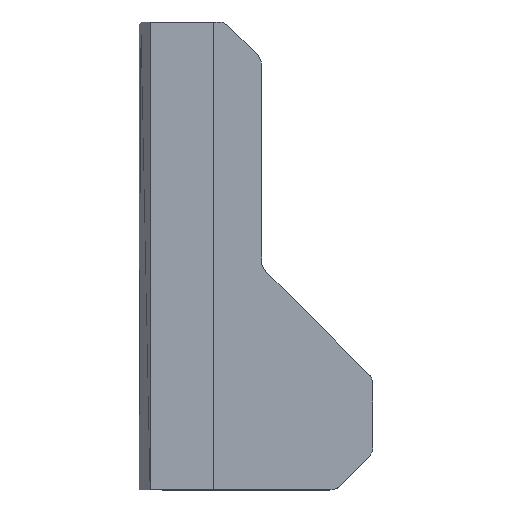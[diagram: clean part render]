
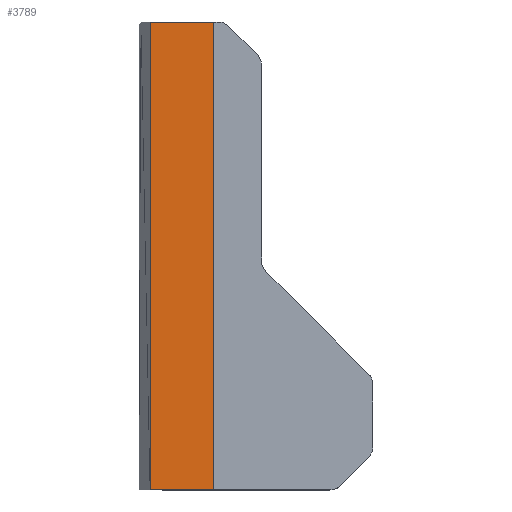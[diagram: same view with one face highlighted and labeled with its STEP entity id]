
A CAD part, top view. The second image highlights one B-rep face of the part: STEP entity #3789.
In plain terms, the highlighted planar face has unit normal (0, 0, 1).
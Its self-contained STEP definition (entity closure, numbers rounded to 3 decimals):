
#147 = VERTEX_POINT('',#148);
#148 = CARTESIAN_POINT('',(155.324,133.803,
    5.));
#169 = VERTEX_POINT('',#170);
#170 = CARTESIAN_POINT('',(155.324,196.803,
    5.));
#177 = EDGE_CURVE('',#147,#169,#178,.T.);
#178 = LINE('',#179,#180);
#179 = CARTESIAN_POINT('',(155.324,133.803,
    5.));
#180 = VECTOR('',#181,1.);
#181 = DIRECTION('',(0.,1.,0.));
#209 = EDGE_CURVE('',#169,#210,#212,.T.);
#210 = VERTEX_POINT('',#211);
#211 = CARTESIAN_POINT('',(163.824,196.803,
    5.));
#212 = LINE('',#213,#214);
#213 = CARTESIAN_POINT('',(155.324,196.803,
    5.));
#214 = VECTOR('',#215,1.);
#215 = DIRECTION('',(1.,0.,0.));
#3772 = VERTEX_POINT('',#3773);
#3773 = CARTESIAN_POINT('',(163.824,133.803,
    5.));
#3779 = EDGE_CURVE('',#147,#3772,#3780,.T.);
#3780 = LINE('',#3781,#3782);
#3781 = CARTESIAN_POINT('',(155.324,133.803,
    5.));
#3782 = VECTOR('',#3783,1.);
#3783 = DIRECTION('',(1.,0.,0.));
#3789 = ADVANCED_FACE('',(#3790),#3801,.T.);
#3790 = FACE_BOUND('',#3791,.T.);
#3791 = EDGE_LOOP('',(#3792,#3793,#3794,#3800));
#3792 = ORIENTED_EDGE('',*,*,#177,.F.);
#3793 = ORIENTED_EDGE('',*,*,#3779,.T.);
#3794 = ORIENTED_EDGE('',*,*,#3795,.T.);
#3795 = EDGE_CURVE('',#3772,#210,#3796,.T.);
#3796 = LINE('',#3797,#3798);
#3797 = CARTESIAN_POINT('',(163.824,133.803,
    5.));
#3798 = VECTOR('',#3799,1.);
#3799 = DIRECTION('',(0.,1.,0.));
#3800 = ORIENTED_EDGE('',*,*,#209,.F.);
#3801 = PLANE('',#3802);
#3802 = AXIS2_PLACEMENT_3D('',#3803,#3804,#3805);
#3803 = CARTESIAN_POINT('',(159.574,165.303,
    5.));
#3804 = DIRECTION('',(0.,0.,1.));
#3805 = DIRECTION('',(1.,0.,0.));
